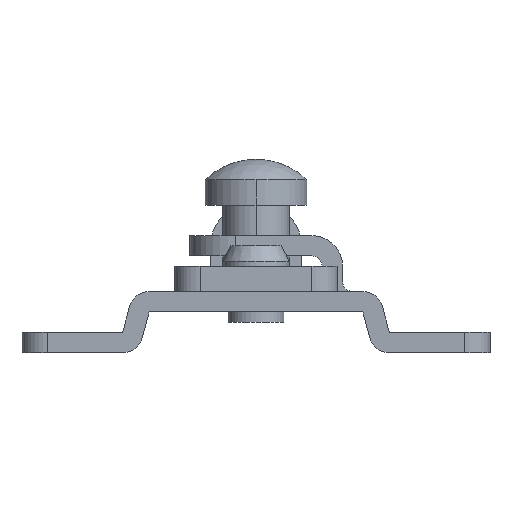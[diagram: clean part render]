
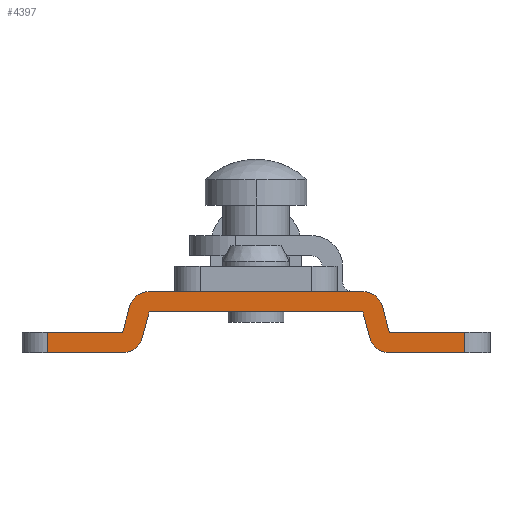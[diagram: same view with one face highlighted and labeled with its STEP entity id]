
A CAD part, left-side view. The second image highlights one B-rep face of the part: STEP entity #4397.
In plain terms, the highlighted planar face has unit normal (-1, 0, 0).
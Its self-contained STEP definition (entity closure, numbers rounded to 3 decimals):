
#42 = PLANE ( 'NONE',  #2547 ) ;
#43 = CARTESIAN_POINT ( 'NONE',  ( -8., 10.5, 4. ) ) ;
#44 = DIRECTION ( 'NONE',  ( -1., 0., 0. ) ) ;
#45 = DIRECTION ( 'NONE',  ( 0., 0., 1. ) ) ;
#79 = CARTESIAN_POINT ( 'NONE',  ( -8., 20.5, 0. ) ) ;
#81 = DIRECTION ( 'NONE',  ( 0., 0., -1. ) ) ;
#102 = CARTESIAN_POINT ( 'NONE',  ( -8., -10.5, 4. ) ) ;
#103 = DIRECTION ( 'NONE',  ( 0., 0.259, 0.966 ) ) ;
#637 = EDGE_CURVE ( 'NONE', #1278, #1313, #2053, .T. ) ;
#640 = EDGE_CURVE ( 'NONE', #1313, #1345, #3867, .T. ) ;
#653 = EDGE_CURVE ( 'NONE', #1334, #963, #2072, .T. ) ;
#654 = EDGE_CURVE ( 'NONE', #1016, #1334, #3875, .T. ) ;
#738 = EDGE_CURVE ( 'NONE', #1330, #1278, #3955, .T. ) ;
#743 = EDGE_CURVE ( 'NONE', #1004, #1000, #3959, .T. ) ;
#749 = EDGE_CURVE ( 'NONE', #1000, #969, #2199, .T. ) ;
#756 = EDGE_CURVE ( 'NONE', #1345, #954, #3969, .T. ) ;
#782 = EDGE_CURVE ( 'NONE', #1016, #954, #3980, .T. ) ;
#895 = DIRECTION ( 'NONE',  ( 0., 0., -1. ) ) ;
#896 = DIRECTION ( 'NONE',  ( 0., 1., 0. ) ) ;
#897 = CARTESIAN_POINT ( 'NONE',  ( -8., -13.106, 0. ) ) ;
#911 = DIRECTION ( 'NONE',  ( 1., 0., 0. ) ) ;
#912 = CARTESIAN_POINT ( 'NONE',  ( -8., -13.106, 2. ) ) ;
#928 = DIRECTION ( 'NONE',  ( 0., -0.259, -0.966 ) ) ;
#937 = CARTESIAN_POINT ( 'NONE',  ( -8., -12.432, 4.518 ) ) ;
#944 = DIRECTION ( 'NONE',  ( 0., 0., 1. ) ) ;
#951 = DIRECTION ( 'NONE',  ( 1., 0., 0. ) ) ;
#954 = VERTEX_POINT ( 'NONE', #3177 ) ;
#963 = VERTEX_POINT ( 'NONE', #3186 ) ;
#969 = VERTEX_POINT ( 'NONE', #3192 ) ;
#971 = VERTEX_POINT ( 'NONE', #3194 ) ;
#1000 = VERTEX_POINT ( 'NONE', #3217 ) ;
#1004 = VERTEX_POINT ( 'NONE', #3221 ) ;
#1011 = VERTEX_POINT ( 'NONE', #3228 ) ;
#1016 = VERTEX_POINT ( 'NONE', #3233 ) ;
#1023 = VERTEX_POINT ( 'NONE', #3240 ) ;
#1054 = LINE ( 'NONE', #3578, #2426 ) ;
#1113 = LINE ( 'NONE', #3763, #2519 ) ;
#1134 = FACE_OUTER_BOUND ( 'NONE', #1495, .T. ) ;
#1142 = LINE ( 'NONE', #79, #2556 ) ;
#1150 = LINE ( 'NONE', #102, #2566 ) ;
#1278 = VERTEX_POINT ( 'NONE', #3278 ) ;
#1306 = VERTEX_POINT ( 'NONE', #3306 ) ;
#1313 = VERTEX_POINT ( 'NONE', #3313 ) ;
#1330 = VERTEX_POINT ( 'NONE', #3330 ) ;
#1334 = VERTEX_POINT ( 'NONE', #3334 ) ;
#1345 = VERTEX_POINT ( 'NONE', #3345 ) ;
#1347 = VERTEX_POINT ( 'NONE', #3347 ) ;
#1495 = EDGE_LOOP ( 'NONE', ( #3861, #3860, #3862, #1921, #1922, #2023, #2025, #2024, #2027, #1926, #1925, #1971, #1929, #1511, #1510, #1958 ) ) ;
#1510 = ORIENTED_EDGE ( 'NONE', *, *, #4376, .F. ) ;
#1511 = ORIENTED_EDGE ( 'NONE', *, *, #738, .F. ) ;
#1921 = ORIENTED_EDGE ( 'NONE', *, *, #749, .F. ) ;
#1922 = ORIENTED_EDGE ( 'NONE', *, *, #743, .F. ) ;
#1925 = ORIENTED_EDGE ( 'NONE', *, *, #756, .F. ) ;
#1926 = ORIENTED_EDGE ( 'NONE', *, *, #782, .T. ) ;
#1929 = ORIENTED_EDGE ( 'NONE', *, *, #637, .F. ) ;
#1958 = ORIENTED_EDGE ( 'NONE', *, *, #4300, .F. ) ;
#1971 = ORIENTED_EDGE ( 'NONE', *, *, #640, .F. ) ;
#2023 = ORIENTED_EDGE ( 'NONE', *, *, #4262, .F. ) ;
#2024 = ORIENTED_EDGE ( 'NONE', *, *, #653, .F. ) ;
#2025 = ORIENTED_EDGE ( 'NONE', *, *, #4411, .F. ) ;
#2027 = ORIENTED_EDGE ( 'NONE', *, *, #654, .F. ) ;
#2053 = CIRCLE ( 'NONE', #2054, 2. ) ;
#2054 = AXIS2_PLACEMENT_3D ( 'NONE', #4482, #951, #944 ) ;
#2060 = VECTOR ( 'NONE', #928, 1000. ) ;
#2072 = CIRCLE ( 'NONE', #2079, 2. ) ;
#2079 = AXIS2_PLACEMENT_3D ( 'NONE', #912, #911, #895 ) ;
#2080 = VECTOR ( 'NONE', #896, 1000. ) ;
#2186 = VECTOR ( 'NONE', #2921, 1000. ) ;
#2192 = VECTOR ( 'NONE', #2932, 1000. ) ;
#2199 = CIRCLE ( 'NONE', #2200, 2. ) ;
#2200 = AXIS2_PLACEMENT_3D ( 'NONE', #2948, #2949, #2950 ) ;
#2210 = VECTOR ( 'NONE', #2966, 1000. ) ;
#2250 = VECTOR ( 'NONE', #3035, 1000. ) ;
#2334 = VECTOR ( 'NONE', #3371, 1000. ) ;
#2382 = VECTOR ( 'NONE', #3475, 1000. ) ;
#2426 = VECTOR ( 'NONE', #3579, 1000. ) ;
#2513 = CIRCLE ( 'NONE', #2526, 2. ) ;
#2519 = VECTOR ( 'NONE', #3764, 1000. ) ;
#2526 = AXIS2_PLACEMENT_3D ( 'NONE', #3777, #3778, #3779 ) ;
#2547 = AXIS2_PLACEMENT_3D ( 'NONE', #43, #44, #45 ) ;
#2556 = VECTOR ( 'NONE', #81, 1000. ) ;
#2566 = VECTOR ( 'NONE', #103, 1000. ) ;
#2920 = CARTESIAN_POINT ( 'NONE',  ( -8., 10.5, 6. ) ) ;
#2921 = DIRECTION ( 'NONE',  ( 0., -1., 0. ) ) ;
#2931 = CARTESIAN_POINT ( 'NONE',  ( -8., 11.175, 1.482 ) ) ;
#2932 = DIRECTION ( 'NONE',  ( 0., 0.259, -0.966 ) ) ;
#2948 = CARTESIAN_POINT ( 'NONE',  ( -8., 13.106, 2. ) ) ;
#2949 = DIRECTION ( 'NONE',  ( 1., 0., 0. ) ) ;
#2950 = DIRECTION ( 'NONE',  ( 0., 0., -1. ) ) ;
#2965 = CARTESIAN_POINT ( 'NONE',  ( -8., -13.106, 2. ) ) ;
#2966 = DIRECTION ( 'NONE',  ( 0., -1., 0. ) ) ;
#3034 = CARTESIAN_POINT ( 'NONE',  ( -8., -20.5, 2. ) ) ;
#3035 = DIRECTION ( 'NONE',  ( 0., 0., 1. ) ) ;
#3177 = CARTESIAN_POINT ( 'NONE',  ( -8., -20.5, 2. ) ) ;
#3186 = CARTESIAN_POINT ( 'NONE',  ( -8., -11.175, 1.482 ) ) ;
#3192 = CARTESIAN_POINT ( 'NONE',  ( -8., 13.106, 0. ) ) ;
#3194 = CARTESIAN_POINT ( 'NONE',  ( -8., 20.5, 0. ) ) ;
#3217 = CARTESIAN_POINT ( 'NONE',  ( -8., 11.175, 1.482 ) ) ;
#3221 = CARTESIAN_POINT ( 'NONE',  ( -8., 10.5, 4. ) ) ;
#3228 = CARTESIAN_POINT ( 'NONE',  ( -8., 13.106, 2. ) ) ;
#3233 = CARTESIAN_POINT ( 'NONE',  ( -8., -20.5, 0. ) ) ;
#3240 = CARTESIAN_POINT ( 'NONE',  ( -8., -10.5, 4. ) ) ;
#3278 = CARTESIAN_POINT ( 'NONE',  ( -8., -10.5, 6. ) ) ;
#3306 = CARTESIAN_POINT ( 'NONE',  ( -8., 20.5, 2. ) ) ;
#3313 = CARTESIAN_POINT ( 'NONE',  ( -8., -12.432, 4.518 ) ) ;
#3330 = CARTESIAN_POINT ( 'NONE',  ( -8., 10.5, 6. ) ) ;
#3334 = CARTESIAN_POINT ( 'NONE',  ( -8., -13.106, 0. ) ) ;
#3345 = CARTESIAN_POINT ( 'NONE',  ( -8., -13.106, 2. ) ) ;
#3347 = CARTESIAN_POINT ( 'NONE',  ( -8., 12.432, 4.518 ) ) ;
#3370 = CARTESIAN_POINT ( 'NONE',  ( -8., 23., 0. ) ) ;
#3371 = DIRECTION ( 'NONE',  ( 0., 1., 0. ) ) ;
#3474 = CARTESIAN_POINT ( 'NONE',  ( -8., 10.5, 4. ) ) ;
#3475 = DIRECTION ( 'NONE',  ( 0., 1., 0. ) ) ;
#3578 = CARTESIAN_POINT ( 'NONE',  ( -8., 13.106, 2. ) ) ;
#3579 = DIRECTION ( 'NONE',  ( 0., -0.259, 0.966 ) ) ;
#3763 = CARTESIAN_POINT ( 'NONE',  ( -8., 23., 2. ) ) ;
#3764 = DIRECTION ( 'NONE',  ( 0., -1., 0. ) ) ;
#3777 = CARTESIAN_POINT ( 'NONE',  ( -8., 10.5, 4. ) ) ;
#3778 = DIRECTION ( 'NONE',  ( 1., 0., 0. ) ) ;
#3779 = DIRECTION ( 'NONE',  ( 0., 0., 1. ) ) ;
#3860 = ORIENTED_EDGE ( 'NONE', *, *, #4403, .T. ) ;
#3861 = ORIENTED_EDGE ( 'NONE', *, *, #4370, .F. ) ;
#3862 = ORIENTED_EDGE ( 'NONE', *, *, #4226, .F. ) ;
#3867 = LINE ( 'NONE', #937, #2060 ) ;
#3875 = LINE ( 'NONE', #897, #2080 ) ;
#3955 = LINE ( 'NONE', #2920, #2186 ) ;
#3959 = LINE ( 'NONE', #2931, #2192 ) ;
#3969 = LINE ( 'NONE', #2965, #2210 ) ;
#3980 = LINE ( 'NONE', #3034, #2250 ) ;
#4027 = LINE ( 'NONE', #3370, #2334 ) ;
#4061 = LINE ( 'NONE', #3474, #2382 ) ;
#4226 = EDGE_CURVE ( 'NONE', #969, #971, #4027, .T. ) ;
#4262 = EDGE_CURVE ( 'NONE', #1023, #1004, #4061, .T. ) ;
#4300 = EDGE_CURVE ( 'NONE', #1011, #1347, #1054, .T. ) ;
#4370 = EDGE_CURVE ( 'NONE', #1306, #1011, #1113, .T. ) ;
#4376 = EDGE_CURVE ( 'NONE', #1347, #1330, #2513, .T. ) ;
#4397 = ADVANCED_FACE ( 'NONE', ( #1134 ), #42, .T. ) ;
#4403 = EDGE_CURVE ( 'NONE', #1306, #971, #1142, .T. ) ;
#4411 = EDGE_CURVE ( 'NONE', #963, #1023, #1150, .T. ) ;
#4482 = CARTESIAN_POINT ( 'NONE',  ( -8., -10.5, 4. ) ) ;
